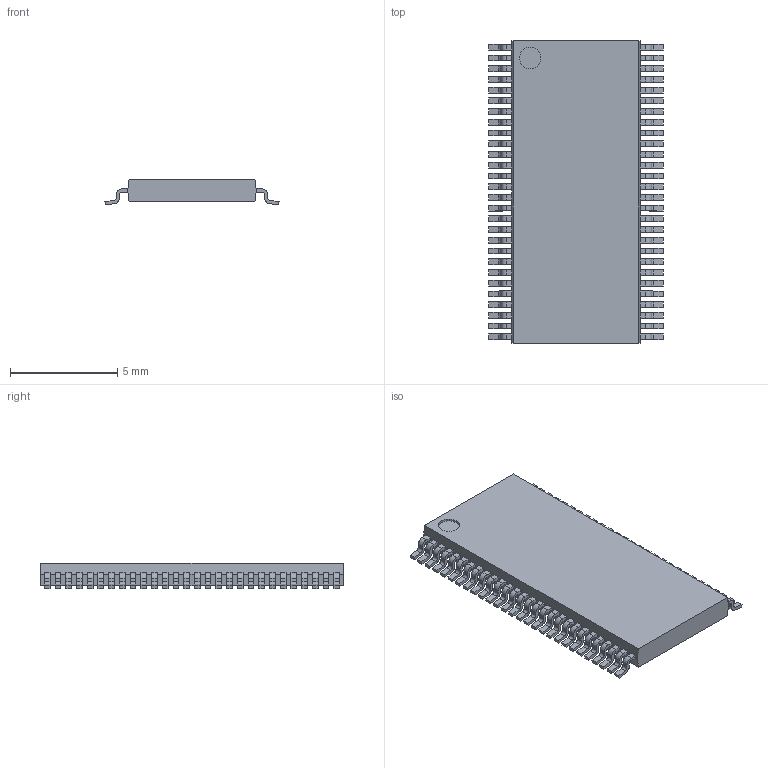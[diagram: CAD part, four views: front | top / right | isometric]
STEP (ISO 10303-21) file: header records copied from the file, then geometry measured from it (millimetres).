
FILE_DESCRIPTION((''),'2;1');
FILE_NAME('SOP50P810X120-56N.stp','2013-11-21T17:46:35',(''),(''),'Mechanical Desktop 2011','Mechanical Desktop 2011',', , ');
FILE_SCHEMA(('AUTOMOTIVE_DESIGN { 1 2 10303 214 1 1 1 1 }'));
Length unit declared in the file: millimetre
Products named in the file (1): Product
Bounding box: 8.12 x 14.1 x 1.2 mm (x, y, z)
Volume: 91 mm3; surface area: 280.1 mm2
Topology: 57 solids, 57 shells, 851 faces, 2208 edges, 1472 vertices
Faces by surface type: bspline 420, plane 317, cylinder 114
Entity records: 27346 total; most frequent: CARTESIAN_POINT 7360, ORIENTED_EDGE 4416, DIRECTION 3524, EDGE_CURVE 2208, VECTOR 1756, LINE 1756, VERTEX_POINT 1472, AXIS2_PLACEMENT_3D 884
